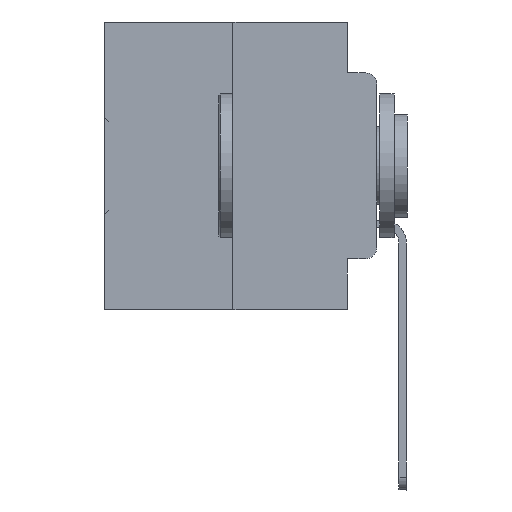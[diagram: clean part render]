
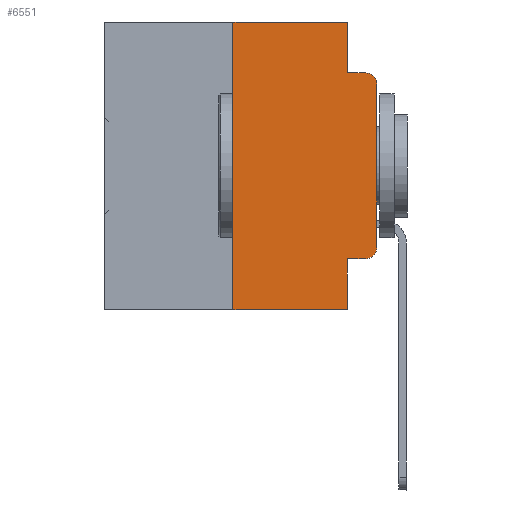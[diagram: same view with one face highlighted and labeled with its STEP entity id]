
A CAD part, left-side view. The second image highlights one B-rep face of the part: STEP entity #6551.
In plain terms, the highlighted planar face has unit normal (-1, 0, 0).
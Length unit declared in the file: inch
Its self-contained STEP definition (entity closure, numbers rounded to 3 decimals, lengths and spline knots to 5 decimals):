
#422 = CARTESIAN_POINT ( 'NONE',  ( 0., 0.25, -0.5 ) ) ;
#805 = EDGE_CURVE ( 'NONE', #15422, #15245, #35356, .T. ) ;
#1993 = CARTESIAN_POINT ( 'NONE',  ( 0., 0.051, -0.0885 ) ) ;
#2101 = LINE ( 'NONE', #32036, #7294 ) ;
#2456 = CARTESIAN_POINT ( 'NONE',  ( 0., 0.25, 0. ) ) ;
#2630 = VECTOR ( 'NONE', #15474, 39.37008 ) ;
#3218 = DIRECTION ( 'NONE',  ( 0., 0., -1. ) ) ;
#3611 = VECTOR ( 'NONE', #23625, 39.37008 ) ;
#4379 = DIRECTION ( 'NONE',  ( 0., 0., -1. ) ) ;
#4399 = DIRECTION ( 'NONE',  ( 1., 0., 0. ) ) ;
#4634 = CARTESIAN_POINT ( 'NONE',  ( 0., 0.473, 0. ) ) ;
#5126 = EDGE_CURVE ( 'NONE', #15245, #8709, #33816, .T. ) ;
#5957 = VERTEX_POINT ( 'NONE', #2456 ) ;
#6030 = VECTOR ( 'NONE', #4379, 39.37008 ) ;
#6295 = LINE ( 'NONE', #7489, #30462 ) ;
#6551 = ADVANCED_FACE ( 'NONE', ( #20856 ), #20960, .F. ) ;
#7166 = CARTESIAN_POINT ( 'NONE',  ( 0., 0.051, 0. ) ) ;
#7294 = VECTOR ( 'NONE', #10111, 39.37008 ) ;
#7489 = CARTESIAN_POINT ( 'NONE',  ( 0., 0.051, 0. ) ) ;
#7870 = AXIS2_PLACEMENT_3D ( 'NONE', #23426, #28912, #31926 ) ;
#8709 = VERTEX_POINT ( 'NONE', #17174 ) ;
#9407 = VERTEX_POINT ( 'NONE', #422 ) ;
#9793 = EDGE_CURVE ( 'NONE', #31329, #32764, #9988, .T. ) ;
#9966 = CARTESIAN_POINT ( 'NONE',  ( 0., 0.051, -0.0885 ) ) ;
#9988 = LINE ( 'NONE', #18402, #2630 ) ;
#10111 = DIRECTION ( 'NONE',  ( 0., -1., 0. ) ) ;
#11286 = CARTESIAN_POINT ( 'NONE',  ( 0., 0., -0.1085 ) ) ;
#11306 = EDGE_CURVE ( 'NONE', #17458, #8709, #13359, .T. ) ;
#11437 = DIRECTION ( 'NONE',  ( -1., 0., 0. ) ) ;
#11452 = CIRCLE ( 'NONE', #7870, 0.02 ) ;
#12041 = CARTESIAN_POINT ( 'NONE',  ( 0., 0.02, -0.4115 ) ) ;
#12089 = ORIENTED_EDGE ( 'NONE', *, *, #30877, .F. ) ;
#12505 = ORIENTED_EDGE ( 'NONE', *, *, #805, .F. ) ;
#13133 = EDGE_CURVE ( 'NONE', #31329, #18672, #6295, .T. ) ;
#13359 = CIRCLE ( 'NONE', #33164, 0.02 ) ;
#15083 = VERTEX_POINT ( 'NONE', #18418 ) ;
#15245 = VERTEX_POINT ( 'NONE', #1993 ) ;
#15422 = VERTEX_POINT ( 'NONE', #22031 ) ;
#15474 = DIRECTION ( 'NONE',  ( 0., -1., 0. ) ) ;
#15529 = ORIENTED_EDGE ( 'NONE', *, *, #13133, .F. ) ;
#15625 = VECTOR ( 'NONE', #33681, 39.37008 ) ;
#15784 = DIRECTION ( 'NONE',  ( 0., 0., 1. ) ) ;
#17174 = CARTESIAN_POINT ( 'NONE',  ( 0., 0.02, -0.0885 ) ) ;
#17193 = CARTESIAN_POINT ( 'NONE',  ( 0., 0.02, -0.1085 ) ) ;
#17277 = ORIENTED_EDGE ( 'NONE', *, *, #27165, .T. ) ;
#17448 = LINE ( 'NONE', #21248, #26970 ) ;
#17458 = VERTEX_POINT ( 'NONE', #11286 ) ;
#18261 = AXIS2_PLACEMENT_3D ( 'NONE', #4634, #4399, #23854 ) ;
#18402 = CARTESIAN_POINT ( 'NONE',  ( 0., 0.051, -0.4115 ) ) ;
#18418 = CARTESIAN_POINT ( 'NONE',  ( 0., 0., -0.3915 ) ) ;
#18672 = VERTEX_POINT ( 'NONE', #20415 ) ;
#18742 = ORIENTED_EDGE ( 'NONE', *, *, #5126, .F. ) ;
#19810 = EDGE_CURVE ( 'NONE', #5957, #15422, #27255, .T. ) ;
#20263 = DIRECTION ( 'NONE',  ( 0., 0., 1. ) ) ;
#20415 = CARTESIAN_POINT ( 'NONE',  ( 0., 0.051, -0.5 ) ) ;
#20856 = FACE_OUTER_BOUND ( 'NONE', #28218, .T. ) ;
#20960 = PLANE ( 'NONE',  #18261 ) ;
#21041 = ORIENTED_EDGE ( 'NONE', *, *, #11306, .T. ) ;
#21248 = CARTESIAN_POINT ( 'NONE',  ( 0., 0., 0. ) ) ;
#21380 = DIRECTION ( 'NONE',  ( 0., 0., -1. ) ) ;
#22031 = CARTESIAN_POINT ( 'NONE',  ( 0., 0.051, 0. ) ) ;
#23260 = EDGE_CURVE ( 'NONE', #9407, #18672, #2101, .T. ) ;
#23402 = LINE ( 'NONE', #25553, #28941 ) ;
#23426 = CARTESIAN_POINT ( 'NONE',  ( 0., 0.02, -0.3915 ) ) ;
#23625 = DIRECTION ( 'NONE',  ( 0., -1., 0. ) ) ;
#23854 = DIRECTION ( 'NONE',  ( 0., 0., -1. ) ) ;
#24418 = ORIENTED_EDGE ( 'NONE', *, *, #19810, .F. ) ;
#25553 = CARTESIAN_POINT ( 'NONE',  ( 0., 0.25, 0. ) ) ;
#26169 = ORIENTED_EDGE ( 'NONE', *, *, #23260, .T. ) ;
#26970 = VECTOR ( 'NONE', #15784, 39.37008 ) ;
#27019 = EDGE_CURVE ( 'NONE', #32764, #15083, #11452, .T. ) ;
#27165 = EDGE_CURVE ( 'NONE', #15083, #17458, #17448, .T. ) ;
#27255 = LINE ( 'NONE', #30916, #15625 ) ;
#28218 = EDGE_LOOP ( 'NONE', ( #17277, #21041, #18742, #12505, #24418, #12089, #26169, #15529, #35603, #28810 ) ) ;
#28810 = ORIENTED_EDGE ( 'NONE', *, *, #27019, .T. ) ;
#28912 = DIRECTION ( 'NONE',  ( -1., 0., 0. ) ) ;
#28941 = VECTOR ( 'NONE', #20263, 39.37008 ) ;
#30462 = VECTOR ( 'NONE', #21380, 39.37008 ) ;
#30877 = EDGE_CURVE ( 'NONE', #9407, #5957, #23402, .T. ) ;
#30916 = CARTESIAN_POINT ( 'NONE',  ( 0., 0.473, 0. ) ) ;
#31329 = VERTEX_POINT ( 'NONE', #33113 ) ;
#31926 = DIRECTION ( 'NONE',  ( 0., 0., -1. ) ) ;
#32036 = CARTESIAN_POINT ( 'NONE',  ( 0., 0.473, -0.5 ) ) ;
#32764 = VERTEX_POINT ( 'NONE', #12041 ) ;
#33113 = CARTESIAN_POINT ( 'NONE',  ( 0., 0.051, -0.4115 ) ) ;
#33164 = AXIS2_PLACEMENT_3D ( 'NONE', #17193, #11437, #3218 ) ;
#33681 = DIRECTION ( 'NONE',  ( 0., -1., 0. ) ) ;
#33816 = LINE ( 'NONE', #9966, #3611 ) ;
#35356 = LINE ( 'NONE', #7166, #6030 ) ;
#35603 = ORIENTED_EDGE ( 'NONE', *, *, #9793, .T. ) ;
